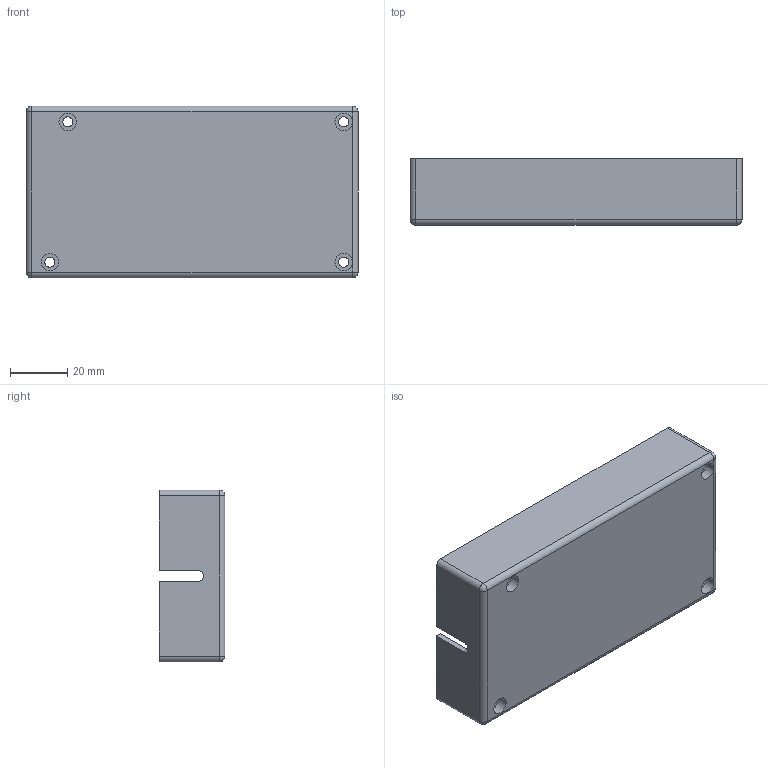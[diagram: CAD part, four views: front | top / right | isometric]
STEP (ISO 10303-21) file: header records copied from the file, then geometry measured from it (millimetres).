
FILE_DESCRIPTION(/* description */ (''),/* implementation_level */ '2;1');
FILE_NAME(/* name */ 'Base.step',/* time_stamp */ '2021-09-29T14:29:17+01:00',/* author */ (''),/* organization */ (''),/* preprocessor_version */ 'ST-DEVELOPER v18.1',/* originating_system */ 'Autodesk Translation Framework v10.10.0.1391',/* authorisation */ '');
FILE_SCHEMA (('AUTOMOTIVE_DESIGN { 1 0 10303 214 3 1 1 }'));
Length unit declared in the file: millimetre
Products named in the file (1): Base
Bounding box: 116 x 23.05 x 60 mm (x, y, z)
Volume: 26446 mm3; surface area: 26743.6 mm2
Topology: 1 solids, 1 shells, 102 faces, 239 edges, 147 vertices
Faces by surface type: cylinder 45, plane 44, torus 8, sphere 5
Full cylindrical faces by diameter (mm): 3.1 x4, 3.5 x4, 5.1 x4, 6.1 x2
Entity records: 3026 total; most frequent: CARTESIAN_POINT 583, DIRECTION 531, ORIENTED_EDGE 478, EDGE_CURVE 239, AXIS2_PLACEMENT_3D 199, VERTEX_POINT 147, LINE 133, VECTOR 133
